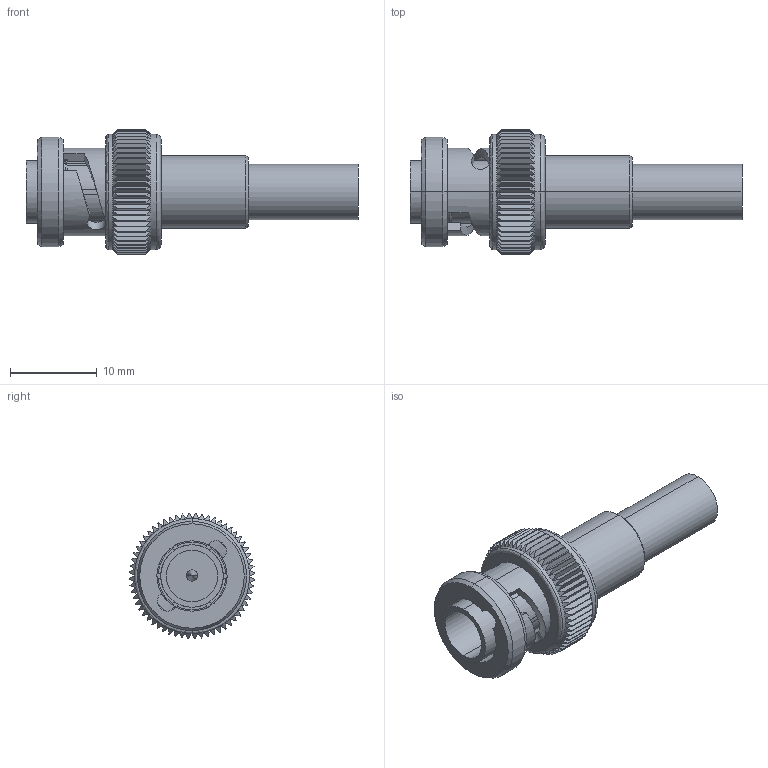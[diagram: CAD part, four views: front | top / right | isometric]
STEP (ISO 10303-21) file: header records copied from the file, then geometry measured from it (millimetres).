
FILE_DESCRIPTION (( 'STEP AP214' ), '1' );
FILE_NAME ('FMCN1354_3D.STEP', '2021-09-24T17:44:30', ( '' ), ( '' ), 'SwSTEP 2.0', 'SolidWorks 2021', '' );
FILE_SCHEMA (( 'AUTOMOTIVE_DESIGN' ));
Length unit declared in the file: inch
Products named in the file (3): FMCN1354; FMCN1354_3D; FMCN1354_FERRULE_ferrule
Assembly tree (2 placements, depth 2):
  FMCN1354_3D
    FMCN1354
    FMCN1354_FERRULE_ferrule
Bounding box: 38.37 x 14.49 x 14.49 mm (x, y, z)
Volume: 2042.3 mm3; surface area: 2718.4 mm2
Topology: 2 solids, 3 shells, 837 faces, 1880 edges, 1052 vertices
Faces by surface type: bspline 330, plane 184, cylinder 182, cone 139, torus 2
Entity records: 28115 total; most frequent: CARTESIAN_POINT 13740, ORIENTED_EDGE 3756, DIRECTION 2105, EDGE_CURVE 1878, VERTEX_POINT 1052, AXIS2_PLACEMENT_3D 899, EDGE_LOOP 848, ADVANCED_FACE 837
